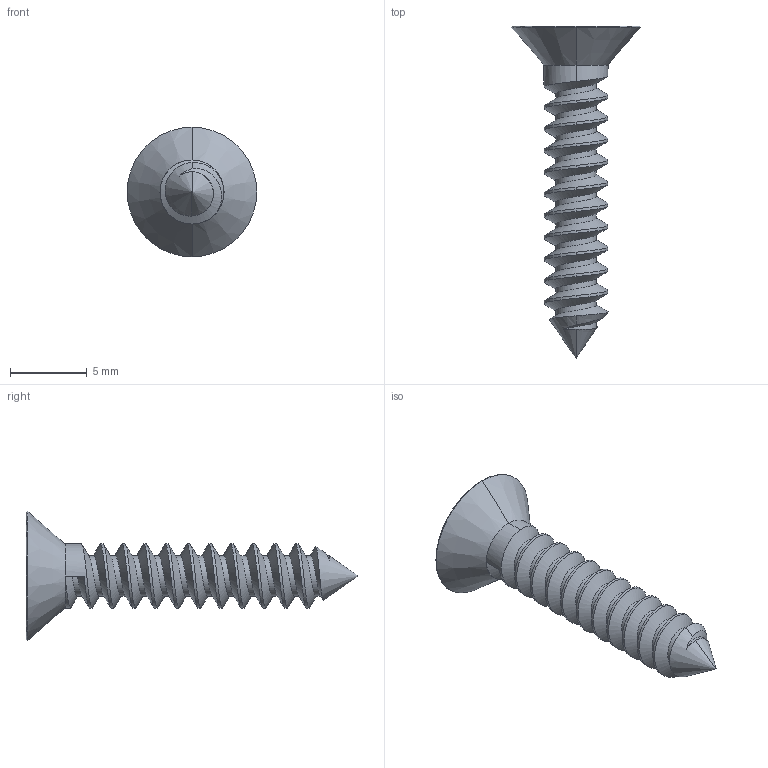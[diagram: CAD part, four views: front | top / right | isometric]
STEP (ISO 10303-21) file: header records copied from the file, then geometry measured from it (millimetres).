
FILE_DESCRIPTION (( 'STEP AP214' ), '1' );
FILE_NAME ('Wood_Screw.STEP', '2019-01-04T16:45:26', ( '' ), ( '' ), 'SwSTEP 2.0', 'SolidWorks 2017', '' );
FILE_SCHEMA (( 'AUTOMOTIVE_DESIGN' ));
Length unit declared in the file: inch
Products named in the file (1): Wood_Screw
Bounding box: 8.43 x 21.59 x 8.43 mm (x, y, z)
Volume: 232.4 mm3; surface area: 447 mm2
Topology: 1 solids, 1 shells, 51 faces, 131 edges, 83 vertices
Faces by surface type: cylinder 26, plane 15, cone 7, bspline 3
Entity records: 3579 total; most frequent: CARTESIAN_POINT 2470, ORIENTED_EDGE 262, DIRECTION 182, EDGE_CURVE 131, VERTEX_POINT 83, AXIS2_PLACEMENT_3D 61, LINE 60, VECTOR 60
